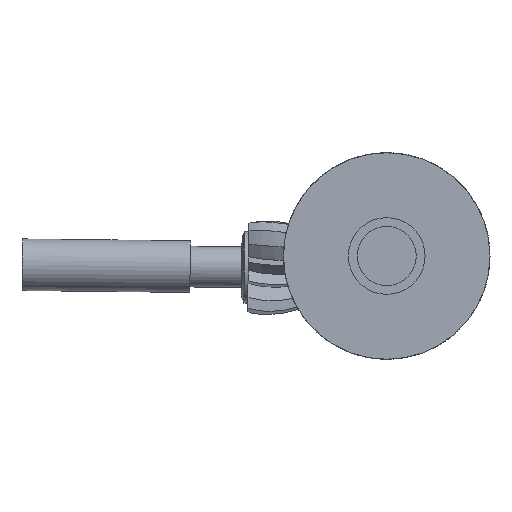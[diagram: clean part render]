
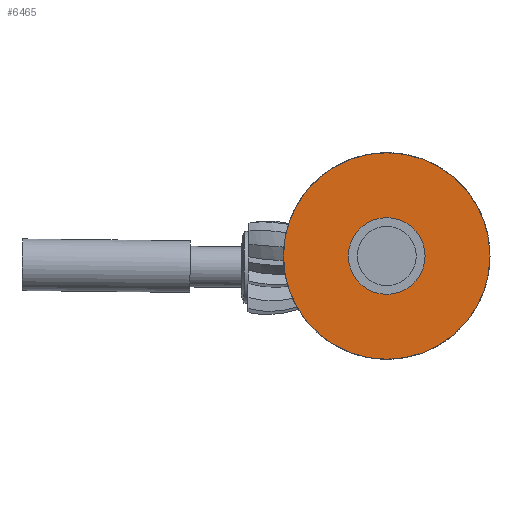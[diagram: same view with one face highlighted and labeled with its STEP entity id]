
A CAD part, left-side view. The second image highlights one B-rep face of the part: STEP entity #6465.
In plain terms, the highlighted planar face has unit normal (-1, 0, 0).
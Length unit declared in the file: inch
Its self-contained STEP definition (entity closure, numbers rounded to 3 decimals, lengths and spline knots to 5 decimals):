
#33=FACE_BOUND('',#1717,.T.);
#930=PLANE('',#7029);
#1341=FACE_OUTER_BOUND('',#1716,.T.);
#1716=EDGE_LOOP('',(#6042));
#1717=EDGE_LOOP('',(#6043));
#2351=CIRCLE('',#7020,8.);
#2355=CIRCLE('',#7028,2.2855);
#3007=VERTEX_POINT('',#15644);
#3011=VERTEX_POINT('',#15741);
#4014=EDGE_CURVE('',#3007,#3007,#2351,.T.);
#4022=EDGE_CURVE('',#3011,#3011,#2355,.T.);
#6042=ORIENTED_EDGE('',*,*,#4014,.F.);
#6043=ORIENTED_EDGE('',*,*,#4022,.T.);
#6465=ADVANCED_FACE('',(#1341,#33),#930,.F.);
#7020=AXIS2_PLACEMENT_3D('',#15646,#8233,#8234);
#7028=AXIS2_PLACEMENT_3D('',#15742,#8249,#8250);
#7029=AXIS2_PLACEMENT_3D('',#15744,#8252,#8253);
#8233=DIRECTION('center_axis',(1.,0.,0.));
#8234=DIRECTION('ref_axis',(0.,1.,0.));
#8249=DIRECTION('center_axis',(1.,0.,0.));
#8250=DIRECTION('ref_axis',(0.,1.,0.));
#8252=DIRECTION('center_axis',(1.,0.,0.));
#8253=DIRECTION('ref_axis',(0.,1.,0.));
#15644=CARTESIAN_POINT('',(0.,-8.,0.));
#15646=CARTESIAN_POINT('Origin',(0.,0.,0.));
#15741=CARTESIAN_POINT('',(0.,-2.2855,0.));
#15742=CARTESIAN_POINT('Origin',(0.,0.,0.));
#15744=CARTESIAN_POINT('Origin',(0.,0.,0.));
